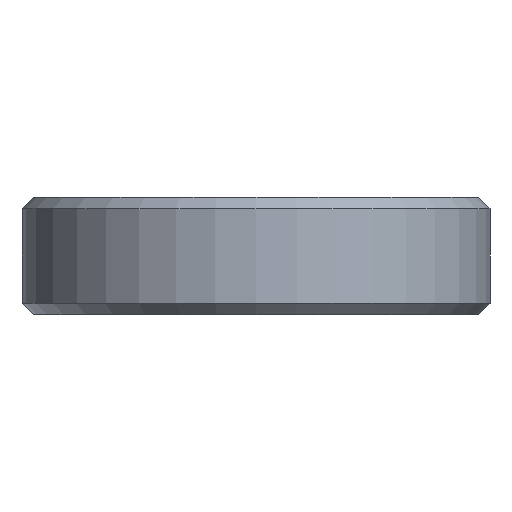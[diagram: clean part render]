
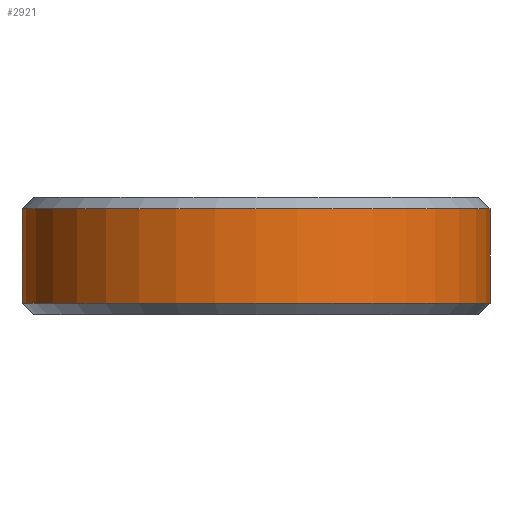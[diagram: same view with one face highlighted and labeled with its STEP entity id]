
A CAD part, left-side view. The second image highlights one B-rep face of the part: STEP entity #2921.
In plain terms, the highlighted cylindrical face has radius 6.25 mm (diameter 12.5 mm), a partial arc.
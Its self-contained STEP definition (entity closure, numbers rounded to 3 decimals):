
#382 = CONICAL_SURFACE('',#383,6.25,0.785);
#383 = AXIS2_PLACEMENT_3D('',#384,#385,#386);
#384 = CARTESIAN_POINT('',(0.,0.,0.3));
#385 = DIRECTION('',(0.,0.,1.));
#386 = DIRECTION('',(0.,1.,0.));
#1546 = VERTEX_POINT('',#1547);
#1547 = CARTESIAN_POINT('',(0.,-6.25,0.3));
#1582 = PLANE('',#1583);
#1583 = AXIS2_PLACEMENT_3D('',#1584,#1585,#1586);
#1584 = CARTESIAN_POINT('',(175.,-6.25,0.));
#1585 = DIRECTION('',(0.,-1.,0.));
#1586 = DIRECTION('',(-1.,0.,0.));
#1600 = VERTEX_POINT('',#1601);
#1601 = CARTESIAN_POINT('',(0.,6.25,0.3));
#1621 = EDGE_CURVE('',#1600,#1546,#1622,.T.);
#1622 = SURFACE_CURVE('',#1623,(#1628,#1635),.PCURVE_S1.);
#1623 = CIRCLE('',#1624,6.25);
#1624 = AXIS2_PLACEMENT_3D('',#1625,#1626,#1627);
#1625 = CARTESIAN_POINT('',(0.,0.,0.3));
#1626 = DIRECTION('',(0.,-0.,1.));
#1627 = DIRECTION('',(0.,1.,0.));
#1628 = PCURVE('',#382,#1629);
#1629 = DEFINITIONAL_REPRESENTATION('',(#1630),#1634);
#1630 = LINE('',#1631,#1632);
#1631 = CARTESIAN_POINT('',(0.,-0.));
#1632 = VECTOR('',#1633,1.);
#1633 = DIRECTION('',(1.,-0.));
#1634 = ( GEOMETRIC_REPRESENTATION_CONTEXT(2) 
PARAMETRIC_REPRESENTATION_CONTEXT() REPRESENTATION_CONTEXT('2D SPACE',''
  ) );
#1635 = PCURVE('',#1636,#1641);
#1636 = CYLINDRICAL_SURFACE('',#1637,6.25);
#1637 = AXIS2_PLACEMENT_3D('',#1638,#1639,#1640);
#1638 = CARTESIAN_POINT('',(0.,0.,0.));
#1639 = DIRECTION('',(-0.,-0.,-1.));
#1640 = DIRECTION('',(1.,0.,0.));
#1641 = DEFINITIONAL_REPRESENTATION('',(#1642),#1646);
#1642 = LINE('',#1643,#1644);
#1643 = CARTESIAN_POINT('',(-1.571,-0.3));
#1644 = VECTOR('',#1645,1.);
#1645 = DIRECTION('',(-1.,0.));
#1646 = ( GEOMETRIC_REPRESENTATION_CONTEXT(2) 
PARAMETRIC_REPRESENTATION_CONTEXT() REPRESENTATION_CONTEXT('2D SPACE',''
  ) );
#1668 = PLANE('',#1669);
#1669 = AXIS2_PLACEMENT_3D('',#1670,#1671,#1672);
#1670 = CARTESIAN_POINT('',(175.,6.25,0.));
#1671 = DIRECTION('',(0.,-1.,0.));
#1672 = DIRECTION('',(-1.,0.,0.));
#2873 = VERTEX_POINT('',#2874);
#2874 = CARTESIAN_POINT('',(0.,-6.25,2.825));
#2900 = EDGE_CURVE('',#1546,#2873,#2901,.T.);
#2901 = SURFACE_CURVE('',#2902,(#2906,#2913),.PCURVE_S1.);
#2902 = LINE('',#2903,#2904);
#2903 = CARTESIAN_POINT('',(0.,-6.25,0.));
#2904 = VECTOR('',#2905,1.);
#2905 = DIRECTION('',(0.,0.,1.));
#2906 = PCURVE('',#1582,#2907);
#2907 = DEFINITIONAL_REPRESENTATION('',(#2908),#2912);
#2908 = LINE('',#2909,#2910);
#2909 = CARTESIAN_POINT('',(175.,0.));
#2910 = VECTOR('',#2911,1.);
#2911 = DIRECTION('',(0.,-1.));
#2912 = ( GEOMETRIC_REPRESENTATION_CONTEXT(2) 
PARAMETRIC_REPRESENTATION_CONTEXT() REPRESENTATION_CONTEXT('2D SPACE',''
  ) );
#2913 = PCURVE('',#1636,#2914);
#2914 = DEFINITIONAL_REPRESENTATION('',(#2915),#2919);
#2915 = LINE('',#2916,#2917);
#2916 = CARTESIAN_POINT('',(-4.712,0.));
#2917 = VECTOR('',#2918,1.);
#2918 = DIRECTION('',(-0.,-1.));
#2919 = ( GEOMETRIC_REPRESENTATION_CONTEXT(2) 
PARAMETRIC_REPRESENTATION_CONTEXT() REPRESENTATION_CONTEXT('2D SPACE',''
  ) );
#2921 = ADVANCED_FACE('',(#2922),#1636,.T.);
#2922 = FACE_BOUND('',#2923,.F.);
#2923 = EDGE_LOOP('',(#2924,#2947,#2974,#2975));
#2924 = ORIENTED_EDGE('',*,*,#2925,.T.);
#2925 = EDGE_CURVE('',#1600,#2926,#2928,.T.);
#2926 = VERTEX_POINT('',#2927);
#2927 = CARTESIAN_POINT('',(0.,6.25,2.825));
#2928 = SURFACE_CURVE('',#2929,(#2933,#2940),.PCURVE_S1.);
#2929 = LINE('',#2930,#2931);
#2930 = CARTESIAN_POINT('',(0.,6.25,0.));
#2931 = VECTOR('',#2932,1.);
#2932 = DIRECTION('',(0.,0.,1.));
#2933 = PCURVE('',#1636,#2934);
#2934 = DEFINITIONAL_REPRESENTATION('',(#2935),#2939);
#2935 = LINE('',#2936,#2937);
#2936 = CARTESIAN_POINT('',(-1.571,0.));
#2937 = VECTOR('',#2938,1.);
#2938 = DIRECTION('',(-0.,-1.));
#2939 = ( GEOMETRIC_REPRESENTATION_CONTEXT(2) 
PARAMETRIC_REPRESENTATION_CONTEXT() REPRESENTATION_CONTEXT('2D SPACE',''
  ) );
#2940 = PCURVE('',#1668,#2941);
#2941 = DEFINITIONAL_REPRESENTATION('',(#2942),#2946);
#2942 = LINE('',#2943,#2944);
#2943 = CARTESIAN_POINT('',(175.,0.));
#2944 = VECTOR('',#2945,1.);
#2945 = DIRECTION('',(0.,-1.));
#2946 = ( GEOMETRIC_REPRESENTATION_CONTEXT(2) 
PARAMETRIC_REPRESENTATION_CONTEXT() REPRESENTATION_CONTEXT('2D SPACE',''
  ) );
#2947 = ORIENTED_EDGE('',*,*,#2948,.T.);
#2948 = EDGE_CURVE('',#2926,#2873,#2949,.T.);
#2949 = SURFACE_CURVE('',#2950,(#2955,#2962),.PCURVE_S1.);
#2950 = CIRCLE('',#2951,6.25);
#2951 = AXIS2_PLACEMENT_3D('',#2952,#2953,#2954);
#2952 = CARTESIAN_POINT('',(0.,0.,2.825));
#2953 = DIRECTION('',(0.,-0.,1.));
#2954 = DIRECTION('',(0.,1.,0.));
#2955 = PCURVE('',#1636,#2956);
#2956 = DEFINITIONAL_REPRESENTATION('',(#2957),#2961);
#2957 = LINE('',#2958,#2959);
#2958 = CARTESIAN_POINT('',(-1.571,-2.825));
#2959 = VECTOR('',#2960,1.);
#2960 = DIRECTION('',(-1.,0.));
#2961 = ( GEOMETRIC_REPRESENTATION_CONTEXT(2) 
PARAMETRIC_REPRESENTATION_CONTEXT() REPRESENTATION_CONTEXT('2D SPACE',''
  ) );
#2962 = PCURVE('',#2963,#2968);
#2963 = CONICAL_SURFACE('',#2964,6.25,0.785);
#2964 = AXIS2_PLACEMENT_3D('',#2965,#2966,#2967);
#2965 = CARTESIAN_POINT('',(0.,0.,2.825));
#2966 = DIRECTION('',(-0.,-0.,-1.));
#2967 = DIRECTION('',(0.,1.,0.));
#2968 = DEFINITIONAL_REPRESENTATION('',(#2969),#2973);
#2969 = LINE('',#2970,#2971);
#2970 = CARTESIAN_POINT('',(-0.,-0.));
#2971 = VECTOR('',#2972,1.);
#2972 = DIRECTION('',(-1.,-0.));
#2973 = ( GEOMETRIC_REPRESENTATION_CONTEXT(2) 
PARAMETRIC_REPRESENTATION_CONTEXT() REPRESENTATION_CONTEXT('2D SPACE',''
  ) );
#2974 = ORIENTED_EDGE('',*,*,#2900,.F.);
#2975 = ORIENTED_EDGE('',*,*,#1621,.F.);
